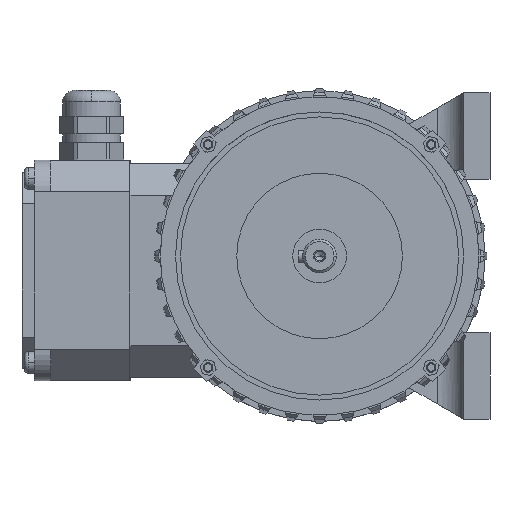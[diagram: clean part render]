
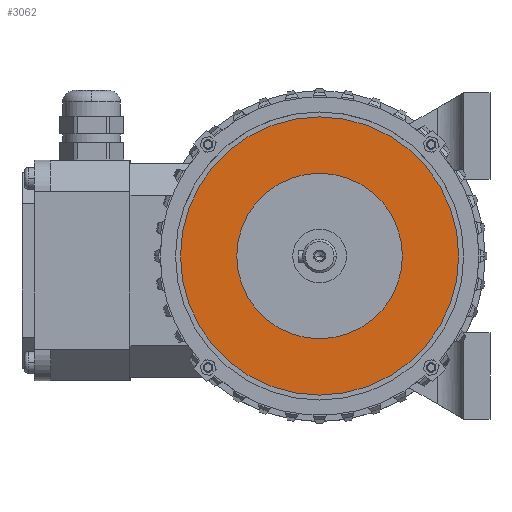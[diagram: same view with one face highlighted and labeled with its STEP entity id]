
A CAD part, left-side view. The second image highlights one B-rep face of the part: STEP entity #3062.
In plain terms, the highlighted planar face has unit normal (-1, 0, 0).
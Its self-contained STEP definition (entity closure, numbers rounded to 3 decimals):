
#3062=ADVANCED_FACE('',(#6220,#6221),#6222,.T.);
#6220=FACE_OUTER_BOUND('',#9376,.T.);
#6221=FACE_BOUND('',#9377,.T.);
#6222=PLANE('',#9378);
#9376=EDGE_LOOP('',(#18808,#18809));
#9377=EDGE_LOOP('',(#18810,#18811));
#9378=AXIS2_PLACEMENT_3D('',#18812,#18813,#18814);
#18808=ORIENTED_EDGE('',*,*,#19156,.T.);
#18809=ORIENTED_EDGE('',*,*,#19198,.T.);
#18810=ORIENTED_EDGE('',*,*,#19163,.F.);
#18811=ORIENTED_EDGE('',*,*,#19194,.F.);
#18812=CARTESIAN_POINT('',(1.25,46.23,0.));
#18813=DIRECTION('',(-1.0,0.0,0.0));
#18814=DIRECTION('',(0.0,0.0,1.0));
#19156=EDGE_CURVE('',#23102,#23099,#23103,.T.);
#19163=EDGE_CURVE('',#23113,#23109,#23115,.T.);
#19194=EDGE_CURVE('',#23109,#23113,#23162,.T.);
#19198=EDGE_CURVE('',#23099,#23102,#23166,.T.);
#23099=VERTEX_POINT('',#28709);
#23102=VERTEX_POINT('',#28713);
#23103=CIRCLE('',#28714,57.96);
#23109=VERTEX_POINT('',#28721);
#23113=VERTEX_POINT('',#28726);
#23115=CIRCLE('',#28729,34.5);
#23162=CIRCLE('',#28845,34.5);
#23166=CIRCLE('',#28849,57.96);
#28709=CARTESIAN_POINT('',(1.25,57.96,0.));
#28713=CARTESIAN_POINT('',(1.25,-57.96,0.));
#28714=AXIS2_PLACEMENT_3D('',#36514,#36515,#36516);
#28721=CARTESIAN_POINT('',(1.25,34.5,0.));
#28726=CARTESIAN_POINT('',(1.25,-34.5,0.));
#28729=AXIS2_PLACEMENT_3D('',#36526,#36527,#36528);
#28845=AXIS2_PLACEMENT_3D('',#36568,#36569,#36570);
#28849=AXIS2_PLACEMENT_3D('',#36577,#36578,#36579);
#36514=CARTESIAN_POINT('',(1.25,0.0,0.0));
#36515=DIRECTION('',(-1.0,0.0,0.0));
#36516=DIRECTION('',(0.0,1.0,0.0));
#36526=CARTESIAN_POINT('',(1.25,0.0,0.0));
#36527=DIRECTION('',(-1.0,0.0,0.0));
#36528=DIRECTION('',(0.0,1.0,0.0));
#36568=CARTESIAN_POINT('',(1.25,0.0,0.0));
#36569=DIRECTION('',(-1.0,0.0,0.0));
#36570=DIRECTION('',(0.0,1.0,0.0));
#36577=CARTESIAN_POINT('',(1.25,0.0,0.0));
#36578=DIRECTION('',(-1.0,0.0,0.0));
#36579=DIRECTION('',(0.0,1.0,0.0));
